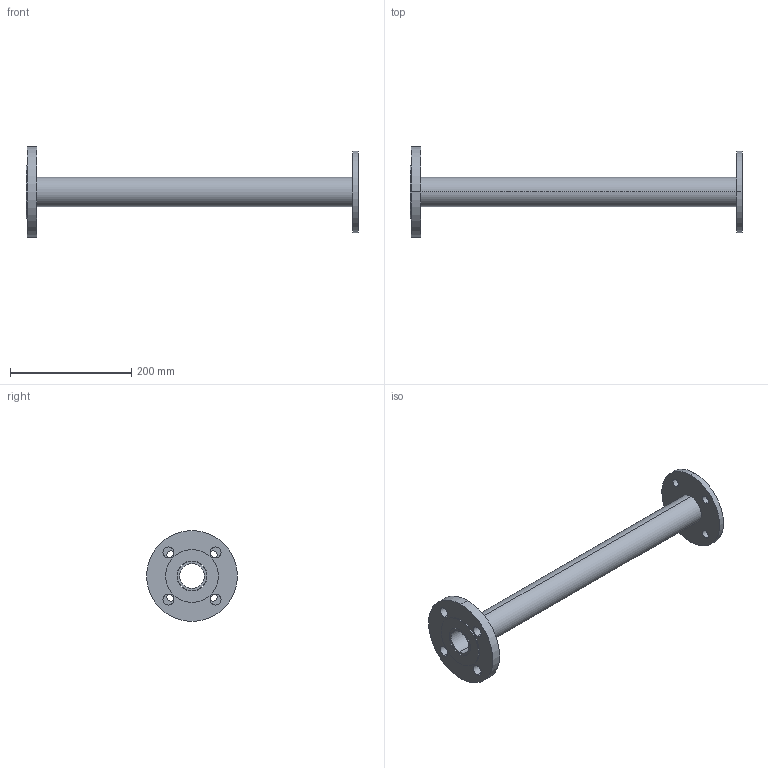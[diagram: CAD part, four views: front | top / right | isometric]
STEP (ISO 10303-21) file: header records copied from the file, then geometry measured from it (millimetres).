
FILE_DESCRIPTION (( 'STEP AP203' ), '1' );
FILE_NAME ('3996-75_REV_.step', '2026-03-04T03:12:22', ( '' ), ( '' ), 'SwSTEP 2.0', 'SolidWorks 2025', '' );
FILE_SCHEMA (( 'CONFIG_CONTROL_DESIGN' ));
Length unit declared in the file: millimetre
Products named in the file (4): 3996-75_REV_; OEM-40NB-PN10-SO-316L_Default<As Machined>; 3996-75-10; OEM-40-E-316L_Default<As Machined>
Assembly tree (3 placements, depth 2):
  3996-75_REV_
    3996-75-10
    OEM-40NB-PN10-SO-316L_Default<As Machined>
    OEM-40-E-316L_Default<As Machined>
Bounding box: 548 x 150 x 150 mm (x, y, z)
Volume: 632358.7 mm3; surface area: 228977.1 mm2
Topology: 3 solids, 3 shells, 37 faces, 90 edges, 60 vertices
Faces by surface type: cylinder 30, plane 7
Entity records: 1582 total; most frequent: DIRECTION 236, CARTESIAN_POINT 193, ORIENTED_EDGE 180, AXIS2_PLACEMENT_3D 103, EDGE_CURVE 90, EDGE_LOOP 60, VERTEX_POINT 60, CIRCLE 60
